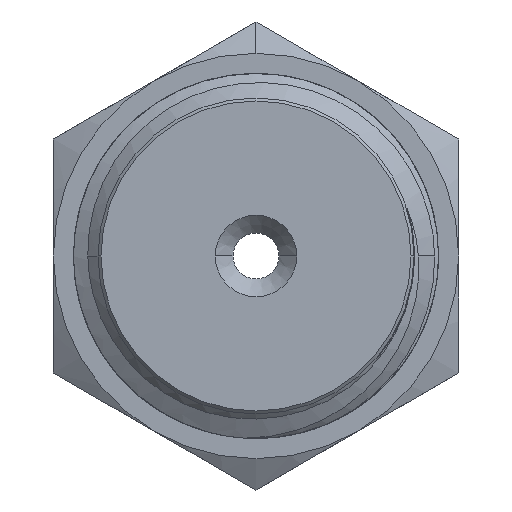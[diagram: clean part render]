
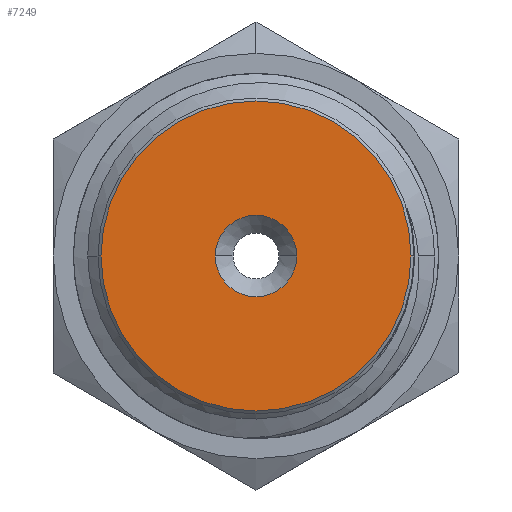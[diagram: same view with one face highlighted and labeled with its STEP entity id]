
A CAD part, front view. The second image highlights one B-rep face of the part: STEP entity #7249.
In plain terms, the highlighted planar face has unit normal (0, -1, 0).
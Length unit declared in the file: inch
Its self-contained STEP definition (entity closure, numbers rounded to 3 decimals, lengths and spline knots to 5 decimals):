
#226 = AXIS2_PLACEMENT_3D ( 'NONE', #1703, #3155, #5822 ) ;
#542 = CARTESIAN_POINT ( 'NONE',  ( 0., 0., 0. ) ) ;
#795 = VERTEX_POINT ( 'NONE', #7215 ) ;
#1000 = VERTEX_POINT ( 'NONE', #3546 ) ;
#1205 = DIRECTION ( 'NONE',  ( 1., 0., 0. ) ) ;
#1703 = CARTESIAN_POINT ( 'NONE',  ( 0., 0., 0. ) ) ;
#1818 = CARTESIAN_POINT ( 'NONE',  ( 0., 0., 0. ) ) ;
#1956 = PLANE ( 'NONE',  #3738 ) ;
#2006 = EDGE_LOOP ( 'NONE', ( #3367, #8616 ) ) ;
#2117 = DIRECTION ( 'NONE',  ( -1., 0., 0. ) ) ;
#2184 = EDGE_LOOP ( 'NONE', ( #5325, #5135 ) ) ;
#2246 = CIRCLE ( 'NONE', #6685, 0.069 ) ;
#2501 = EDGE_CURVE ( 'NONE', #3071, #2706, #2246, .T. ) ;
#2706 = VERTEX_POINT ( 'NONE', #8744 ) ;
#2779 = CIRCLE ( 'NONE', #226, 0.069 ) ;
#3071 = VERTEX_POINT ( 'NONE', #5951 ) ;
#3084 = CIRCLE ( 'NONE', #3406, 0.263 ) ;
#3155 = DIRECTION ( 'NONE',  ( 0., -1., 0. ) ) ;
#3367 = ORIENTED_EDGE ( 'NONE', *, *, #4628, .F. ) ;
#3406 = AXIS2_PLACEMENT_3D ( 'NONE', #1818, #5119, #5811 ) ;
#3546 = CARTESIAN_POINT ( 'NONE',  ( -0.263, 0., 0. ) ) ;
#3738 = AXIS2_PLACEMENT_3D ( 'NONE', #6014, #3964, #8741 ) ;
#3964 = DIRECTION ( 'NONE',  ( 0., 1., 0. ) ) ;
#4020 = AXIS2_PLACEMENT_3D ( 'NONE', #6163, #6196, #2117 ) ;
#4124 = FACE_BOUND ( 'NONE', #2184, .T. ) ;
#4274 = EDGE_CURVE ( 'NONE', #2706, #3071, #2779, .T. ) ;
#4628 = EDGE_CURVE ( 'NONE', #1000, #795, #7724, .T. ) ;
#5119 = DIRECTION ( 'NONE',  ( 0., 1., 0. ) ) ;
#5135 = ORIENTED_EDGE ( 'NONE', *, *, #4274, .F. ) ;
#5207 = EDGE_CURVE ( 'NONE', #795, #1000, #3084, .T. ) ;
#5325 = ORIENTED_EDGE ( 'NONE', *, *, #2501, .F. ) ;
#5811 = DIRECTION ( 'NONE',  ( -1., 0., 0. ) ) ;
#5822 = DIRECTION ( 'NONE',  ( 1., 0., 0. ) ) ;
#5907 = DIRECTION ( 'NONE',  ( 0., -1., 0. ) ) ;
#5951 = CARTESIAN_POINT ( 'NONE',  ( 0.069, 0., 0. ) ) ;
#6014 = CARTESIAN_POINT ( 'NONE',  ( 0., 0., 0. ) ) ;
#6163 = CARTESIAN_POINT ( 'NONE',  ( 0., 0., 0. ) ) ;
#6196 = DIRECTION ( 'NONE',  ( 0., 1., 0. ) ) ;
#6685 = AXIS2_PLACEMENT_3D ( 'NONE', #542, #5907, #1205 ) ;
#7215 = CARTESIAN_POINT ( 'NONE',  ( 0.263, 0., 0. ) ) ;
#7249 = ADVANCED_FACE ( 'NONE', ( #4124, #8698 ), #1956, .F. ) ;
#7724 = CIRCLE ( 'NONE', #4020, 0.263 ) ;
#8616 = ORIENTED_EDGE ( 'NONE', *, *, #5207, .F. ) ;
#8698 = FACE_OUTER_BOUND ( 'NONE', #2006, .T. ) ;
#8741 = DIRECTION ( 'NONE',  ( 0., 0., 1. ) ) ;
#8744 = CARTESIAN_POINT ( 'NONE',  ( -0.069, 0., 0. ) ) ;
